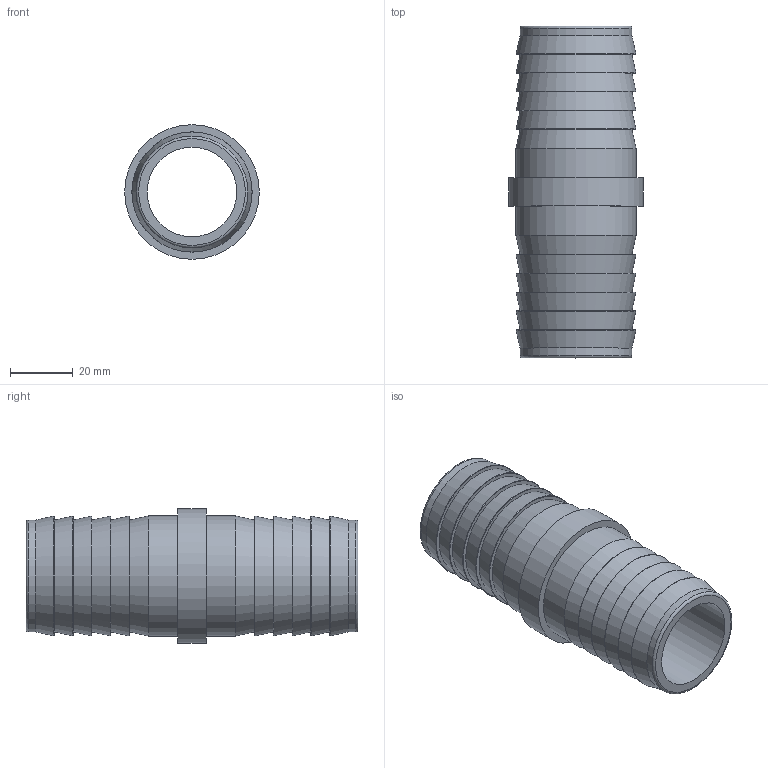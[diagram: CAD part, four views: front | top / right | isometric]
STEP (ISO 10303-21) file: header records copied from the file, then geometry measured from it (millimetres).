
FILE_DESCRIPTION(/* description */ (''),/* implementation_level */ '2;1');
FILE_NAME(/* name */ '2023-050.stp',/* time_stamp */ '2024-02-18T10:30:23+08:00',/* author */ (''),/* organization */ (''),/* preprocessor_version */ 'ST-DEVELOPER v16.7',/* originating_system */ 'SIEMENS PLM Software NX 12.0',/* authorisation */ '');
FILE_SCHEMA (('AUTOMOTIVE_DESIGN { 1 0 10303 214 3 1 1 1 }'));
Length unit declared in the file: millimetre
Products named in the file (1): Admi032C5C2012q6
Bounding box: 43 x 106 x 43 mm (x, y, z)
Volume: 50334.9 mm3; surface area: 24990.9 mm2
Topology: 1 solids, 1 shells, 44 faces, 94 edges, 64 vertices
Faces by surface type: plane 14, torus 12, cone 12, cylinder 6
Full cylindrical faces by diameter (mm): 28.6 x1, 35.7 x2, 38.4 x2, 43 x1
Entity records: 920 total; most frequent: DIRECTION 178, CARTESIAN_POINT 133, AXIS2_PLACEMENT_3D 89, FACE_BOUND 88, EDGE_LOOP 88, ORIENTED_EDGE 88, ADVANCED_FACE 44, VERTEX_POINT 44
